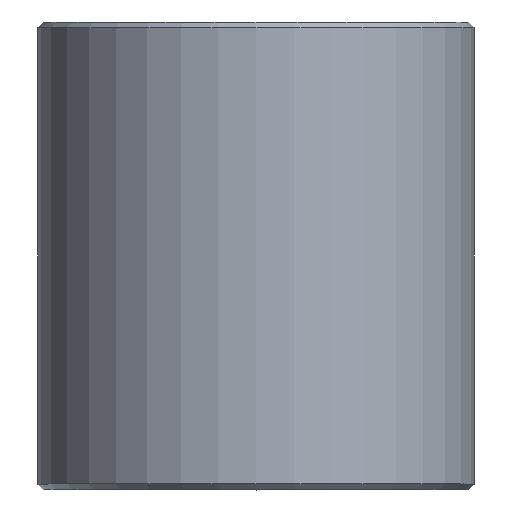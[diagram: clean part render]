
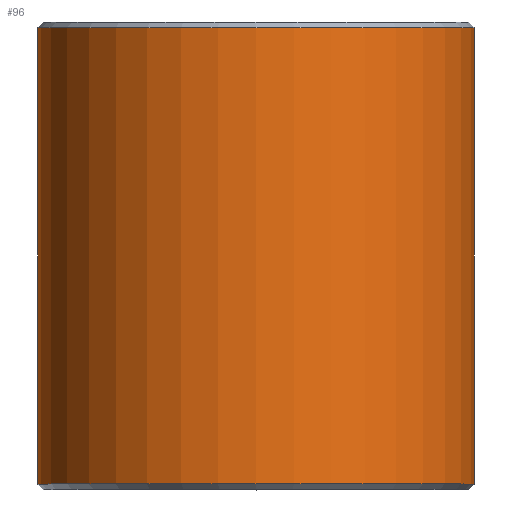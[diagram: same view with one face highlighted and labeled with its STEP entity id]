
A CAD part, top view. The second image highlights one B-rep face of the part: STEP entity #96.
In plain terms, the highlighted cylindrical face has radius 16.8 mm (diameter 33.6 mm), a full revolution.
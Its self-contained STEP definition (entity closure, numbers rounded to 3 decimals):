
#17=CYLINDRICAL_SURFACE('',#108,16.8);
#20=FACE_BOUND('',#38,.T.);
#28=FACE_OUTER_BOUND('',#37,.T.);
#37=EDGE_LOOP('',(#77));
#38=EDGE_LOOP('',(#78));
#51=CIRCLE('',#106,16.8);
#53=CIRCLE('',#109,16.8);
#59=VERTEX_POINT('',#157);
#61=VERTEX_POINT('',#162);
#67=EDGE_CURVE('',#59,#59,#51,.T.);
#69=EDGE_CURVE('',#61,#61,#53,.T.);
#77=ORIENTED_EDGE('',*,*,#69,.F.);
#78=ORIENTED_EDGE('',*,*,#67,.F.);
#96=ADVANCED_FACE('',(#28,#20),#17,.T.);
#106=AXIS2_PLACEMENT_3D('',#158,#125,#126);
#108=AXIS2_PLACEMENT_3D('',#161,#129,#130);
#109=AXIS2_PLACEMENT_3D('',#163,#131,#132);
#125=DIRECTION('center_axis',(0.,1.,0.));
#126=DIRECTION('ref_axis',(1.,0.,0.));
#129=DIRECTION('center_axis',(0.,1.,0.));
#130=DIRECTION('ref_axis',(1.,0.,0.));
#131=DIRECTION('center_axis',(0.,-1.,0.));
#132=DIRECTION('ref_axis',(1.,0.,0.));
#157=CARTESIAN_POINT('',(-16.8,17.575,0.));
#158=CARTESIAN_POINT('Origin',(0.,17.575,0.));
#161=CARTESIAN_POINT('Origin',(0.,0.,0.));
#162=CARTESIAN_POINT('',(-16.8,-17.575,0.));
#163=CARTESIAN_POINT('Origin',(0.,-17.575,0.));
